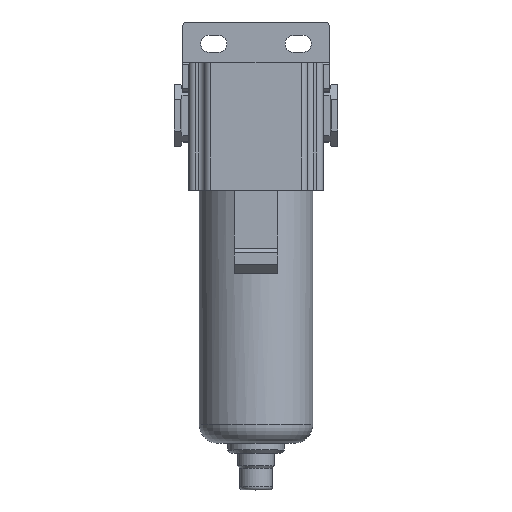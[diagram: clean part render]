
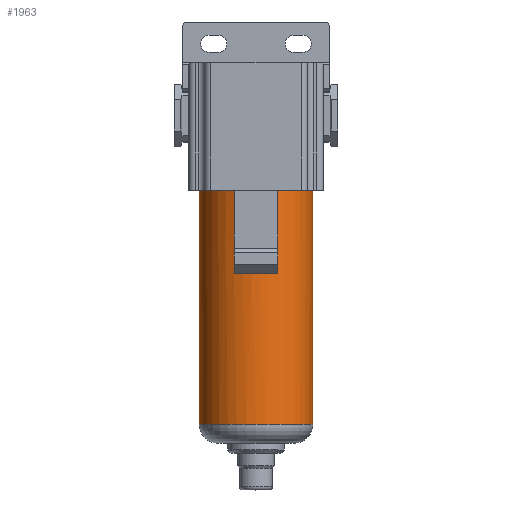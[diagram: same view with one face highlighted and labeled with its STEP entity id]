
A CAD part, top view. The second image highlights one B-rep face of the part: STEP entity #1963.
In plain terms, the highlighted cylindrical face has radius 18.2 mm (diameter 36.4 mm), a partial arc.
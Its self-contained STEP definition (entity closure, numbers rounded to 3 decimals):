
#15 = CARTESIAN_POINT ( 'NONE',  ( 7., -24., 16.8 ) ) ;
#27 = CARTESIAN_POINT ( 'NONE',  ( -7., -120., 16.8 ) ) ;
#46 = CARTESIAN_POINT ( 'NONE',  ( 0., -50.77, 0. ) ) ;
#181 = LINE ( 'NONE', #1857, #1035 ) ;
#272 = EDGE_CURVE ( 'NONE', #1908, #3675, #3136, .T. ) ;
#345 = EDGE_CURVE ( 'NONE', #2642, #652, #1919, .T. ) ;
#407 = VECTOR ( 'NONE', #745, 1000. ) ;
#496 = CARTESIAN_POINT ( 'NONE',  ( 7., -50.77, 16.8 ) ) ;
#540 = AXIS2_PLACEMENT_3D ( 'NONE', #2343, #3642, #1959 ) ;
#610 = EDGE_LOOP ( 'NONE', ( #1224, #2366, #3213, #1557, #3226, #2453, #962, #994 ) ) ;
#652 = VERTEX_POINT ( 'NONE', #2969 ) ;
#745 = DIRECTION ( 'NONE',  ( 0., 1., 0. ) ) ;
#783 = CARTESIAN_POINT ( 'NONE',  ( 0., -24., 0. ) ) ;
#941 = VECTOR ( 'NONE', #2417, 1000. ) ;
#962 = ORIENTED_EDGE ( 'NONE', *, *, #345, .F. ) ;
#994 = ORIENTED_EDGE ( 'NONE', *, *, #2602, .F. ) ;
#1016 = DIRECTION ( 'NONE',  ( 1., 0., 0. ) ) ;
#1035 = VECTOR ( 'NONE', #2194, 1000. ) ;
#1036 = LINE ( 'NONE', #27, #941 ) ;
#1045 = DIRECTION ( 'NONE',  ( 0., 1., 0. ) ) ;
#1098 = EDGE_CURVE ( 'NONE', #1908, #1562, #181, .T. ) ;
#1214 = CIRCLE ( 'NONE', #2199, 18.2 ) ;
#1224 = ORIENTED_EDGE ( 'NONE', *, *, #2283, .F. ) ;
#1388 = EDGE_CURVE ( 'NONE', #3210, #3675, #1425, .T. ) ;
#1425 = LINE ( 'NONE', #3716, #407 ) ;
#1443 = DIRECTION ( 'NONE',  ( 0., 1., 0. ) ) ;
#1454 = CARTESIAN_POINT ( 'NONE',  ( -18.2, -99., 0. ) ) ;
#1557 = ORIENTED_EDGE ( 'NONE', *, *, #1098, .T. ) ;
#1562 = VERTEX_POINT ( 'NONE', #496 ) ;
#1701 = FACE_OUTER_BOUND ( 'NONE', #610, .T. ) ;
#1792 = CARTESIAN_POINT ( 'NONE',  ( -18.2, -99., 0. ) ) ;
#1857 = CARTESIAN_POINT ( 'NONE',  ( 7., -120., 16.8 ) ) ;
#1908 = VERTEX_POINT ( 'NONE', #15 ) ;
#1919 = CIRCLE ( 'NONE', #3180, 18.2 ) ;
#1959 = DIRECTION ( 'NONE',  ( 0., 0., 1. ) ) ;
#1963 = ADVANCED_FACE ( 'NONE', ( #1701 ), #3964, .T. ) ;
#2041 = CARTESIAN_POINT ( 'NONE',  ( 0., -99., 0. ) ) ;
#2194 = DIRECTION ( 'NONE',  ( 0., -1., 0. ) ) ;
#2199 = AXIS2_PLACEMENT_3D ( 'NONE', #46, #3357, #4079 ) ;
#2283 = EDGE_CURVE ( 'NONE', #3210, #3782, #3155, .T. ) ;
#2327 = AXIS2_PLACEMENT_3D ( 'NONE', #2340, #1045, #3034 ) ;
#2340 = CARTESIAN_POINT ( 'NONE',  ( 0., -120., 0. ) ) ;
#2343 = CARTESIAN_POINT ( 'NONE',  ( 0., -24., 0. ) ) ;
#2366 = ORIENTED_EDGE ( 'NONE', *, *, #1388, .T. ) ;
#2417 = DIRECTION ( 'NONE',  ( 0., -1., 0. ) ) ;
#2453 = ORIENTED_EDGE ( 'NONE', *, *, #3606, .F. ) ;
#2602 = EDGE_CURVE ( 'NONE', #3782, #2642, #4120, .T. ) ;
#2642 = VERTEX_POINT ( 'NONE', #3160 ) ;
#2963 = CARTESIAN_POINT ( 'NONE',  ( 18.2, -24., 0. ) ) ;
#2969 = CARTESIAN_POINT ( 'NONE',  ( -7., -24., 16.8 ) ) ;
#3034 = DIRECTION ( 'NONE',  ( 0., 0., -1. ) ) ;
#3136 = CIRCLE ( 'NONE', #540, 18.2 ) ;
#3155 = CIRCLE ( 'NONE', #4258, 18.2 ) ;
#3160 = CARTESIAN_POINT ( 'NONE',  ( -18.2, -24., 0. ) ) ;
#3180 = AXIS2_PLACEMENT_3D ( 'NONE', #783, #1443, #3401 ) ;
#3210 = VERTEX_POINT ( 'NONE', #3769 ) ;
#3213 = ORIENTED_EDGE ( 'NONE', *, *, #272, .F. ) ;
#3226 = ORIENTED_EDGE ( 'NONE', *, *, #4236, .F. ) ;
#3357 = DIRECTION ( 'NONE',  ( 0., 1., 0. ) ) ;
#3401 = DIRECTION ( 'NONE',  ( 0., 0., 1. ) ) ;
#3444 = DIRECTION ( 'NONE',  ( 0., 1., 0. ) ) ;
#3460 = VERTEX_POINT ( 'NONE', #3953 ) ;
#3606 = EDGE_CURVE ( 'NONE', #652, #3460, #1036, .T. ) ;
#3642 = DIRECTION ( 'NONE',  ( 0., 1., 0. ) ) ;
#3675 = VERTEX_POINT ( 'NONE', #2963 ) ;
#3716 = CARTESIAN_POINT ( 'NONE',  ( 18.2, -99., 0. ) ) ;
#3769 = CARTESIAN_POINT ( 'NONE',  ( 18.2, -99., 0. ) ) ;
#3782 = VERTEX_POINT ( 'NONE', #1454 ) ;
#3953 = CARTESIAN_POINT ( 'NONE',  ( -7., -50.77, 16.8 ) ) ;
#3964 = CYLINDRICAL_SURFACE ( 'NONE', #2327, 18.2 ) ;
#4023 = DIRECTION ( 'NONE',  ( 0., -1., 0. ) ) ;
#4079 = DIRECTION ( 'NONE',  ( 0., 0., 1. ) ) ;
#4120 = LINE ( 'NONE', #1792, #4192 ) ;
#4192 = VECTOR ( 'NONE', #3444, 1000. ) ;
#4236 = EDGE_CURVE ( 'NONE', #3460, #1562, #1214, .T. ) ;
#4258 = AXIS2_PLACEMENT_3D ( 'NONE', #2041, #4023, #1016 ) ;
